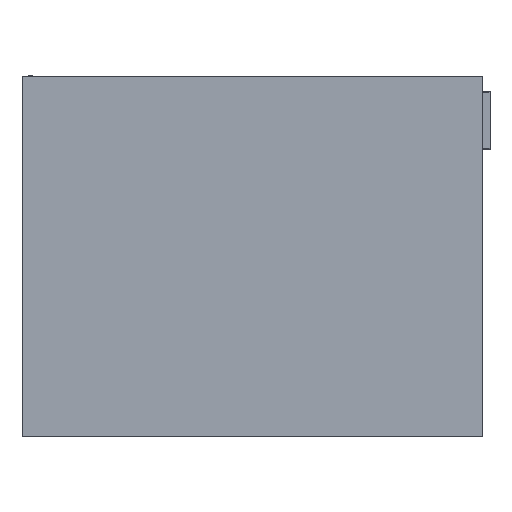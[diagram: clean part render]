
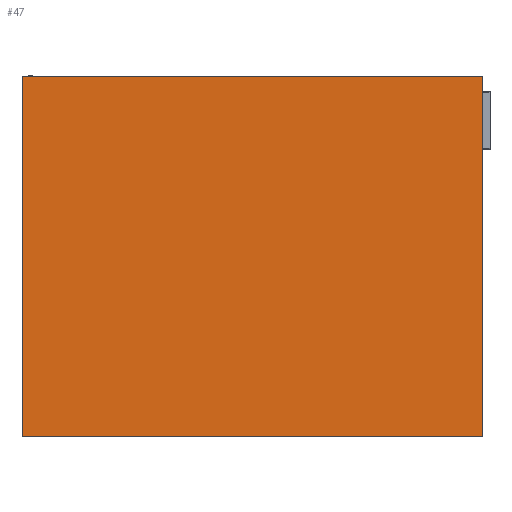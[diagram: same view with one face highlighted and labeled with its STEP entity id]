
A CAD part, left-side view. The second image highlights one B-rep face of the part: STEP entity #47.
In plain terms, the highlighted planar face has unit normal (-1, 0, 0).
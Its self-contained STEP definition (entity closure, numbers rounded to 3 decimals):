
#47 = ADVANCED_FACE( '', ( #177 ), #178, .F. );
#177 = FACE_OUTER_BOUND( '', #443, .T. );
#178 = PLANE( '', #444 );
#443 = EDGE_LOOP( '', ( #1475, #1476, #1477, #1478 ) );
#444 = AXIS2_PLACEMENT_3D( '', #1479, #1480, #1481 );
#1475 = ORIENTED_EDGE( '', *, *, #2471, .T. );
#1476 = ORIENTED_EDGE( '', *, *, #2472, .F. );
#1477 = ORIENTED_EDGE( '', *, *, #2473, .F. );
#1478 = ORIENTED_EDGE( '', *, *, #2460, .T. );
#1479 = CARTESIAN_POINT( '', ( -127., -101.6, 30.854 ) );
#1480 = DIRECTION( '', ( 1., 0., 0. ) );
#1481 = DIRECTION( '', ( 0., 0., -1. ) );
#2460 = EDGE_CURVE( '', #2753, #2751, #2754, .T. );
#2471 = EDGE_CURVE( '', #2751, #2774, #2775, .T. );
#2472 = EDGE_CURVE( '', #2776, #2774, #2777, .T. );
#2473 = EDGE_CURVE( '', #2753, #2776, #2778, .T. );
#2751 = VERTEX_POINT( '', #3220 );
#2753 = VERTEX_POINT( '', #3223 );
#2754 = LINE( '', #3224, #3225 );
#2774 = VERTEX_POINT( '', #3303 );
#2775 = LINE( '', #3304, #3305 );
#2776 = VERTEX_POINT( '', #3306 );
#2777 = LINE( '', #3307, #3308 );
#2778 = LINE( '', #3309, #3310 );
#3220 = CARTESIAN_POINT( '', ( -127., 101.6, 30.854 ) );
#3223 = CARTESIAN_POINT( '', ( -127., -101.6, 30.854 ) );
#3224 = CARTESIAN_POINT( '', ( -127., -101.6, 30.854 ) );
#3225 = VECTOR( '', #4262, 1000. );
#3303 = CARTESIAN_POINT( '', ( -127., 101.6, -127.896 ) );
#3304 = CARTESIAN_POINT( '', ( -127., 101.6, 30.854 ) );
#3305 = VECTOR( '', #4269, 1000. );
#3306 = CARTESIAN_POINT( '', ( -127., -101.6, -127.896 ) );
#3307 = CARTESIAN_POINT( '', ( -127., -101.6, -127.896 ) );
#3308 = VECTOR( '', #4270, 1000. );
#3309 = CARTESIAN_POINT( '', ( -127., -101.6, 30.854 ) );
#3310 = VECTOR( '', #4271, 1000. );
#4262 = DIRECTION( '', ( 0., 1., 0. ) );
#4269 = DIRECTION( '', ( 0., 0., -1. ) );
#4270 = DIRECTION( '', ( 0., 1., 0. ) );
#4271 = DIRECTION( '', ( 0., 0., -1. ) );
